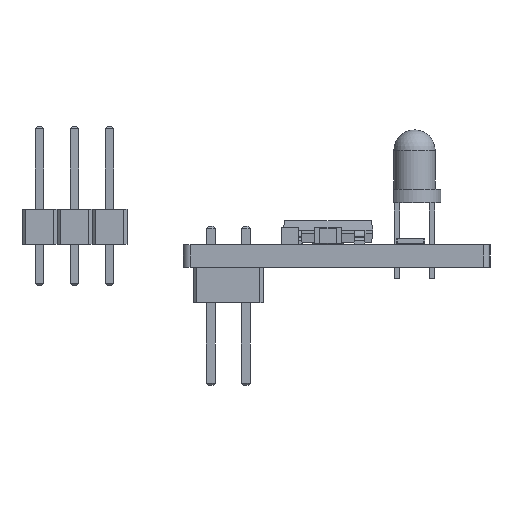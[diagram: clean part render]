
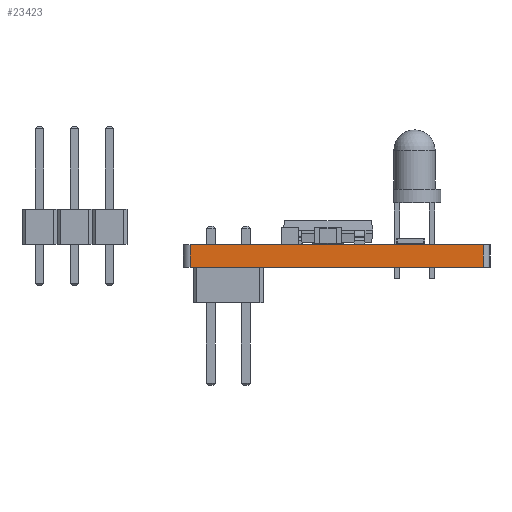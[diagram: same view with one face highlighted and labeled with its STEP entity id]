
A CAD part, left-side view. The second image highlights one B-rep face of the part: STEP entity #23423.
In plain terms, the highlighted planar face has unit normal (-1, 0, 0).
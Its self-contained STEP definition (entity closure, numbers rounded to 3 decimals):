
#20895 = PLANE('',#20896);
#20896 = AXIS2_PLACEMENT_3D('',#20897,#20898,#20899);
#20897 = CARTESIAN_POINT('',(130.,-41.384,1.6));
#20898 = DIRECTION('',(0.,0.,1.));
#20899 = DIRECTION('',(1.,0.,0.));
#20949 = PLANE('',#20950);
#20950 = AXIS2_PLACEMENT_3D('',#20951,#20952,#20953);
#20951 = CARTESIAN_POINT('',(130.,-41.384,0.));
#20952 = DIRECTION('',(0.,0.,1.));
#20953 = DIRECTION('',(1.,0.,0.));
#21317 = VERTEX_POINT('',#21318);
#21318 = CARTESIAN_POINT('',(104.5,-30.,0.));
#21333 = CYLINDRICAL_SURFACE('',#21334,0.5);
#21334 = AXIS2_PLACEMENT_3D('',#21335,#21336,#21337);
#21335 = CARTESIAN_POINT('',(105.,-30.,0.));
#21336 = DIRECTION('',(0.,0.,-1.));
#21337 = DIRECTION('',(1.,0.,0.));
#21345 = EDGE_CURVE('',#21317,#21346,#21348,.T.);
#21346 = VERTEX_POINT('',#21347);
#21347 = CARTESIAN_POINT('',(104.5,-51.25,0.));
#21348 = SURFACE_CURVE('',#21349,(#21353,#21360),.PCURVE_S1.);
#21349 = LINE('',#21350,#21351);
#21350 = CARTESIAN_POINT('',(104.5,-30.,0.));
#21351 = VECTOR('',#21352,1.);
#21352 = DIRECTION('',(0.,-1.,0.));
#21353 = PCURVE('',#20949,#21354);
#21354 = DEFINITIONAL_REPRESENTATION('',(#21355),#21359);
#21355 = LINE('',#21356,#21357);
#21356 = CARTESIAN_POINT('',(-25.5,11.384));
#21357 = VECTOR('',#21358,1.);
#21358 = DIRECTION('',(0.,-1.));
#21359 = ( GEOMETRIC_REPRESENTATION_CONTEXT(2) 
PARAMETRIC_REPRESENTATION_CONTEXT() REPRESENTATION_CONTEXT('2D SPACE',''
  ) );
#21360 = PCURVE('',#21361,#21366);
#21361 = PLANE('',#21362);
#21362 = AXIS2_PLACEMENT_3D('',#21363,#21364,#21365);
#21363 = CARTESIAN_POINT('',(104.5,-30.,0.));
#21364 = DIRECTION('',(1.,0.,0.));
#21365 = DIRECTION('',(0.,-1.,0.));
#21366 = DEFINITIONAL_REPRESENTATION('',(#21367),#21371);
#21367 = LINE('',#21368,#21369);
#21368 = CARTESIAN_POINT('',(0.,0.));
#21369 = VECTOR('',#21370,1.);
#21370 = DIRECTION('',(1.,0.));
#21371 = ( GEOMETRIC_REPRESENTATION_CONTEXT(2) 
PARAMETRIC_REPRESENTATION_CONTEXT() REPRESENTATION_CONTEXT('2D SPACE',''
  ) );
#21390 = CYLINDRICAL_SURFACE('',#21391,0.5);
#21391 = AXIS2_PLACEMENT_3D('',#21392,#21393,#21394);
#21392 = CARTESIAN_POINT('',(105.,-51.25,0.));
#21393 = DIRECTION('',(0.,0.,-1.));
#21394 = DIRECTION('',(1.,0.,0.));
#22425 = VERTEX_POINT('',#22426);
#22426 = CARTESIAN_POINT('',(104.5,-30.,1.6));
#22448 = EDGE_CURVE('',#22425,#22449,#22451,.T.);
#22449 = VERTEX_POINT('',#22450);
#22450 = CARTESIAN_POINT('',(104.5,-51.25,1.6));
#22451 = SURFACE_CURVE('',#22452,(#22456,#22463),.PCURVE_S1.);
#22452 = LINE('',#22453,#22454);
#22453 = CARTESIAN_POINT('',(104.5,-30.,1.6));
#22454 = VECTOR('',#22455,1.);
#22455 = DIRECTION('',(0.,-1.,0.));
#22456 = PCURVE('',#20895,#22457);
#22457 = DEFINITIONAL_REPRESENTATION('',(#22458),#22462);
#22458 = LINE('',#22459,#22460);
#22459 = CARTESIAN_POINT('',(-25.5,11.384));
#22460 = VECTOR('',#22461,1.);
#22461 = DIRECTION('',(0.,-1.));
#22462 = ( GEOMETRIC_REPRESENTATION_CONTEXT(2) 
PARAMETRIC_REPRESENTATION_CONTEXT() REPRESENTATION_CONTEXT('2D SPACE',''
  ) );
#22463 = PCURVE('',#21361,#22464);
#22464 = DEFINITIONAL_REPRESENTATION('',(#22465),#22469);
#22465 = LINE('',#22466,#22467);
#22466 = CARTESIAN_POINT('',(0.,-1.6));
#22467 = VECTOR('',#22468,1.);
#22468 = DIRECTION('',(1.,0.));
#22469 = ( GEOMETRIC_REPRESENTATION_CONTEXT(2) 
PARAMETRIC_REPRESENTATION_CONTEXT() REPRESENTATION_CONTEXT('2D SPACE',''
  ) );
#23373 = EDGE_CURVE('',#21346,#22449,#23374,.T.);
#23374 = SURFACE_CURVE('',#23375,(#23379,#23386),.PCURVE_S1.);
#23375 = LINE('',#23376,#23377);
#23376 = CARTESIAN_POINT('',(104.5,-51.25,0.));
#23377 = VECTOR('',#23378,1.);
#23378 = DIRECTION('',(0.,0.,1.));
#23379 = PCURVE('',#21390,#23380);
#23380 = DEFINITIONAL_REPRESENTATION('',(#23381),#23385);
#23381 = LINE('',#23382,#23383);
#23382 = CARTESIAN_POINT('',(-3.142,0.));
#23383 = VECTOR('',#23384,1.);
#23384 = DIRECTION('',(0.,-1.));
#23385 = ( GEOMETRIC_REPRESENTATION_CONTEXT(2) 
PARAMETRIC_REPRESENTATION_CONTEXT() REPRESENTATION_CONTEXT('2D SPACE',''
  ) );
#23386 = PCURVE('',#21361,#23387);
#23387 = DEFINITIONAL_REPRESENTATION('',(#23388),#23392);
#23388 = LINE('',#23389,#23390);
#23389 = CARTESIAN_POINT('',(21.25,0.));
#23390 = VECTOR('',#23391,1.);
#23391 = DIRECTION('',(0.,-1.));
#23392 = ( GEOMETRIC_REPRESENTATION_CONTEXT(2) 
PARAMETRIC_REPRESENTATION_CONTEXT() REPRESENTATION_CONTEXT('2D SPACE',''
  ) );
#23423 = ADVANCED_FACE('',(#23424),#21361,.F.);
#23424 = FACE_BOUND('',#23425,.F.);
#23425 = EDGE_LOOP('',(#23426,#23447,#23448,#23449));
#23426 = ORIENTED_EDGE('',*,*,#23427,.T.);
#23427 = EDGE_CURVE('',#21317,#22425,#23428,.T.);
#23428 = SURFACE_CURVE('',#23429,(#23433,#23440),.PCURVE_S1.);
#23429 = LINE('',#23430,#23431);
#23430 = CARTESIAN_POINT('',(104.5,-30.,0.));
#23431 = VECTOR('',#23432,1.);
#23432 = DIRECTION('',(0.,0.,1.));
#23433 = PCURVE('',#21361,#23434);
#23434 = DEFINITIONAL_REPRESENTATION('',(#23435),#23439);
#23435 = LINE('',#23436,#23437);
#23436 = CARTESIAN_POINT('',(0.,0.));
#23437 = VECTOR('',#23438,1.);
#23438 = DIRECTION('',(0.,-1.));
#23439 = ( GEOMETRIC_REPRESENTATION_CONTEXT(2) 
PARAMETRIC_REPRESENTATION_CONTEXT() REPRESENTATION_CONTEXT('2D SPACE',''
  ) );
#23440 = PCURVE('',#21333,#23441);
#23441 = DEFINITIONAL_REPRESENTATION('',(#23442),#23446);
#23442 = LINE('',#23443,#23444);
#23443 = CARTESIAN_POINT('',(-3.142,0.));
#23444 = VECTOR('',#23445,1.);
#23445 = DIRECTION('',(0.,-1.));
#23446 = ( GEOMETRIC_REPRESENTATION_CONTEXT(2) 
PARAMETRIC_REPRESENTATION_CONTEXT() REPRESENTATION_CONTEXT('2D SPACE',''
  ) );
#23447 = ORIENTED_EDGE('',*,*,#22448,.T.);
#23448 = ORIENTED_EDGE('',*,*,#23373,.F.);
#23449 = ORIENTED_EDGE('',*,*,#21345,.F.);
